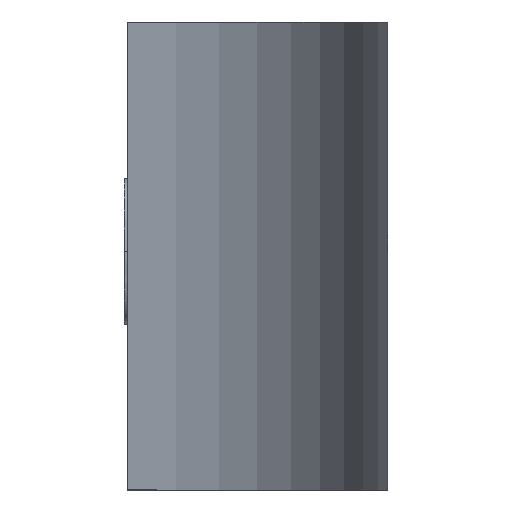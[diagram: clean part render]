
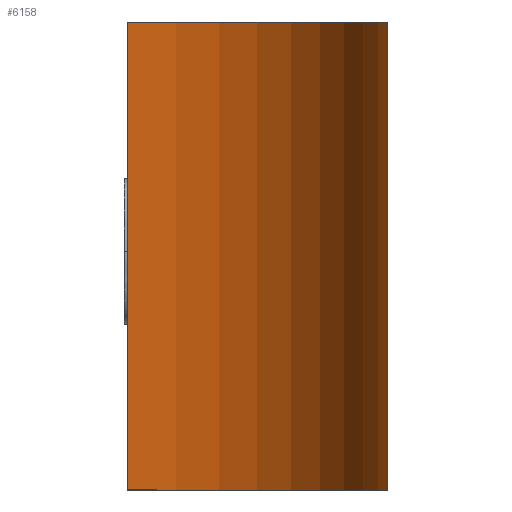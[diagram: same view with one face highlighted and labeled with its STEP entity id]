
A CAD part, left-side view. The second image highlights one B-rep face of the part: STEP entity #6158.
In plain terms, the highlighted free-form (B-spline) face has degree [2, 1] with [3, 2] control points.
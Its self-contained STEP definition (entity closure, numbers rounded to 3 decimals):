
#161 = VERTEX_POINT ( 'NONE', #2217 ) ;
#180 = VERTEX_POINT ( 'NONE', #2232 ) ;
#199 = VERTEX_POINT ( 'NONE', #2256 ) ;
#203 = VERTEX_POINT ( 'NONE', #2221 ) ;
#963 = CARTESIAN_POINT ( 'NONE',  ( -1.228, 0.099, 0.675 ) ) ;
#1079 = CARTESIAN_POINT ( 'NONE',  ( -1.15, 0.75, 0.675 ) ) ;
#1187 = FACE_OUTER_BOUND ( 'NONE', #2713, .T. ) ;
#1860 = CARTESIAN_POINT ( 'NONE',  ( -1.15, 0.75, -0.675 ) ) ;
#1861 = CARTESIAN_POINT ( 'NONE',  ( -1.15, 0.75, 0.675 ) ) ;
#1865 = CARTESIAN_POINT ( 'NONE',  ( -1.228, 0.099, -0.675 ) ) ;
#1866 = CARTESIAN_POINT ( 'NONE',  ( -1.228, 0.099, 0.675 ) ) ;
#1867 = CARTESIAN_POINT ( 'NONE',  ( -1.912, 0., -0.675 ) ) ;
#1868 = CARTESIAN_POINT ( 'NONE',  ( -1.912, 0., 0.675 ) ) ;
#2217 = CARTESIAN_POINT ( 'NONE',  ( -1.15, 0.75, -0.675 ) ) ;
#2221 = CARTESIAN_POINT ( 'NONE',  ( -1.912, 0., 0.675 ) ) ;
#2232 = CARTESIAN_POINT ( 'NONE',  ( -1.912, 0., -0.675 ) ) ;
#2256 = CARTESIAN_POINT ( 'NONE',  ( -1.15, 0.75, 0.675 ) ) ;
#2301 = B_SPLINE_CURVE_WITH_KNOTS ( 'NONE', 2,
 ( #4961, #4958, #4928 ),
 .UNSPECIFIED., .F., .F.,
 ( 3, 3 ),
 ( 0., 1. ),
 .UNSPECIFIED. ) ;
#2312 = B_SPLINE_CURVE_WITH_KNOTS ( 'NONE', 2,
 ( #1079, #963, #4981 ),
 .UNSPECIFIED., .F., .F.,
 ( 3, 3 ),
 ( 0., 1. ),
 .UNSPECIFIED. ) ;
#2713 = EDGE_LOOP ( 'NONE', ( #5776, #5800, #6016, #6012 ) ) ;
#4824 = DIRECTION ( 'NONE',  ( 0., 0., 1. ) ) ;
#4838 = CARTESIAN_POINT ( 'NONE',  ( -1.912, 0., -0.675 ) ) ;
#4928 = CARTESIAN_POINT ( 'NONE',  ( -1.912, 0., -0.675 ) ) ;
#4958 = CARTESIAN_POINT ( 'NONE',  ( -1.228, 0.099, -0.675 ) ) ;
#4961 = CARTESIAN_POINT ( 'NONE',  ( -1.15, 0.75, -0.675 ) ) ;
#4981 = CARTESIAN_POINT ( 'NONE',  ( -1.912, 0., 0.675 ) ) ;
#5144 = CARTESIAN_POINT ( 'NONE',  ( -1.15, 0.75, -0.675 ) ) ;
#5145 = DIRECTION ( 'NONE',  ( 0., 0., 1. ) ) ;
#5251 = VECTOR ( 'NONE', #4824, 1000. ) ;
#5276 = VECTOR ( 'NONE', #5145, 1000. ) ;
#5288 = LINE ( 'NONE', #5144, #5276 ) ;
#5304 = LINE ( 'NONE', #4838, #5251 ) ;
#5345 = B_SPLINE_SURFACE_WITH_KNOTS ( 'NONE', 2, 1, ( 
 ( #1860, #1861 ),
 ( #1865, #1866 ),
 ( #1867, #1868 ) ),
 .UNSPECIFIED., .F., .F., .F.,
 ( 3, 3 ),
 ( 2, 2 ),
 ( 0., 1. ),
 ( 0., 1. ),
 .UNSPECIFIED. ) ;
#5437 = EDGE_CURVE ( 'NONE', #199, #203, #2312, .T. ) ;
#5449 = EDGE_CURVE ( 'NONE', #161, #180, #2301, .T. ) ;
#5460 = EDGE_CURVE ( 'NONE', #180, #203, #5304, .T. ) ;
#5487 = EDGE_CURVE ( 'NONE', #161, #199, #5288, .T. ) ;
#5776 = ORIENTED_EDGE ( 'NONE', *, *, #5437, .F. ) ;
#5800 = ORIENTED_EDGE ( 'NONE', *, *, #5487, .F. ) ;
#6012 = ORIENTED_EDGE ( 'NONE', *, *, #5460, .T. ) ;
#6016 = ORIENTED_EDGE ( 'NONE', *, *, #5449, .T. ) ;
#6158 = ADVANCED_FACE ( 'NONE', ( #1187 ), #5345, .T. ) ;
